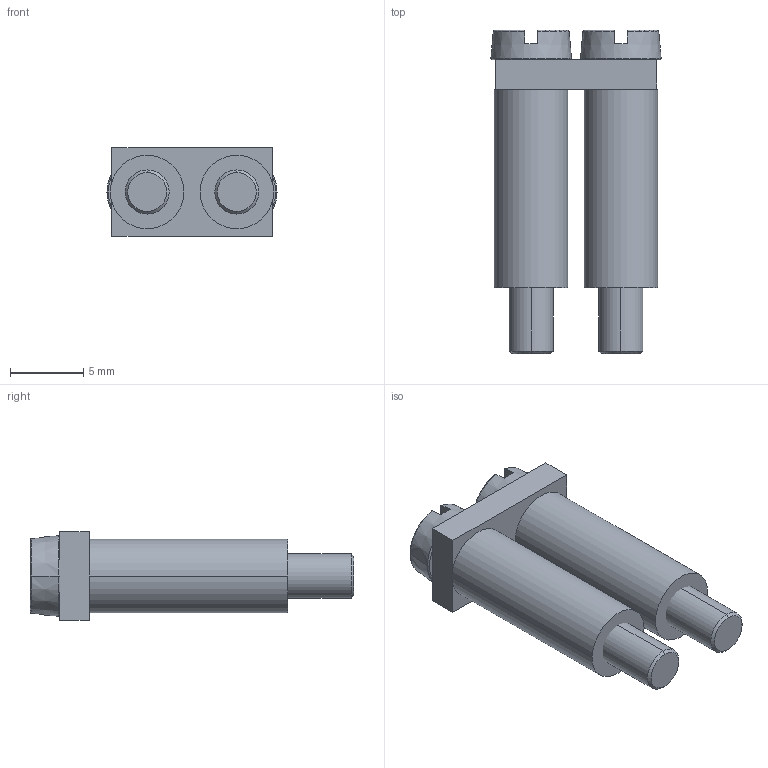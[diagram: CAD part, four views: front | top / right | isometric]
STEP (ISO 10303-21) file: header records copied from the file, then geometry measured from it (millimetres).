
FILE_DESCRIPTION((''),'2;1');
FILE_NAME('2019_0_Q_2.stp','2020-07-08T',('Christian Carl'),(''),'CREO PARAMETRIC BY PTC INC, 2016380','CREO PARAMETRIC BY PTC INC, 2016380','');
FILE_SCHEMA(('CONFIG_CONTROL_DESIGN'));
Length unit declared in the file: millimetre
Products named in the file (4): QS2540_2; BS20_DUMMY; VH135Q_DUMMY; 2019_0_Q_2
Assembly tree (5 placements, depth 2):
  2019_0_Q_2
    QS2540_2
    BS20_DUMMY  x2
    VH135Q_DUMMY  x2
Bounding box: 11.58 x 22 x 6 mm (x, y, z)
Volume: 957.5 mm3; surface area: 1234.2 mm2
Topology: 5 solids, 5 shells, 64 faces, 140 edges, 88 vertices
Faces by surface type: plane 24, cylinder 16, torus 12, cone 12
Entity records: 1232 total; most frequent: CARTESIAN_POINT 220, DIRECTION 208, ORIENTED_EDGE 164, AXIS2_PLACEMENT_3D 88, EDGE_CURVE 82, VERTEX_POINT 52, EDGE_LOOP 42, CIRCLE 42
